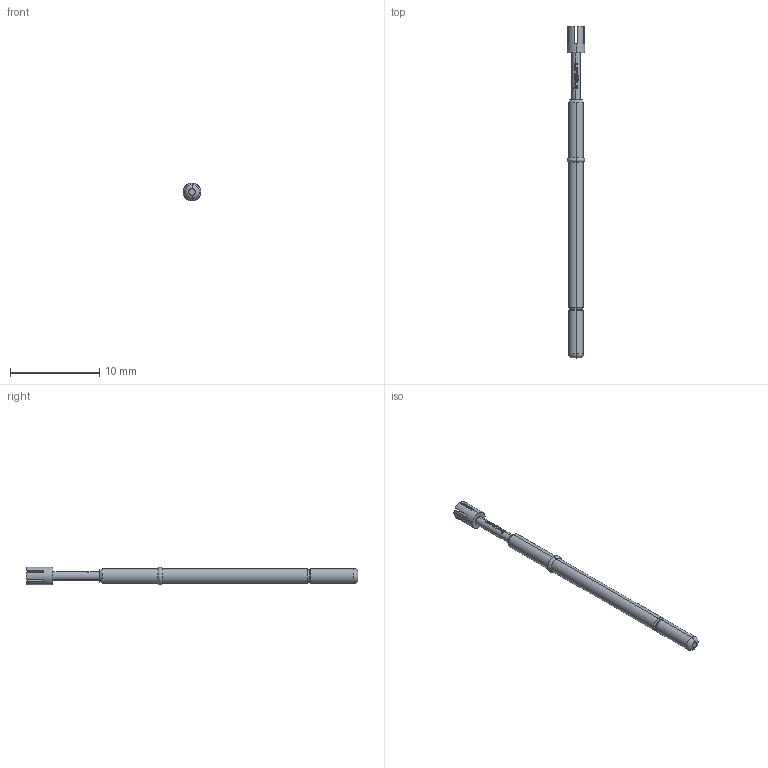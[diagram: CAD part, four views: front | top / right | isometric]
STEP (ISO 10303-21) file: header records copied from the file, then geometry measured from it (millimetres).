
FILE_DESCRIPTION (( 'STEP AP203' ), '1' );
FILE_NAME ('INGUN_GKS-112_319_200_A_xx07.STEP', '2022-01-10T10:51:48', ( 'ochi' ), ( '' ), 'SwSTEP 2.0', 'SolidWorks 2018', '' );
FILE_SCHEMA (( 'CONFIG_CONTROL_DESIGN' ));
Length unit declared in the file: millimetre
Products named in the file (1): INGUN_GKS-112_319_200_A_xx07
Bounding box: 2 x 37.3 x 2 mm (x, y, z)
Volume: 72.5 mm3; surface area: 207.7 mm2
Topology: 1 solids, 1 shells, 120 faces, 331 edges, 216 vertices
Faces by surface type: bspline 61, cylinder 20, plane 17, cone 14, torus 8
Entity records: 4976 total; most frequent: CARTESIAN_POINT 2431, ORIENTED_EDGE 662, EDGE_CURVE 331, DIRECTION 275, B_SPLINE_CURVE_WITH_KNOTS 228, VERTEX_POINT 216, EDGE_LOOP 123, FACE_OUTER_BOUND 120
